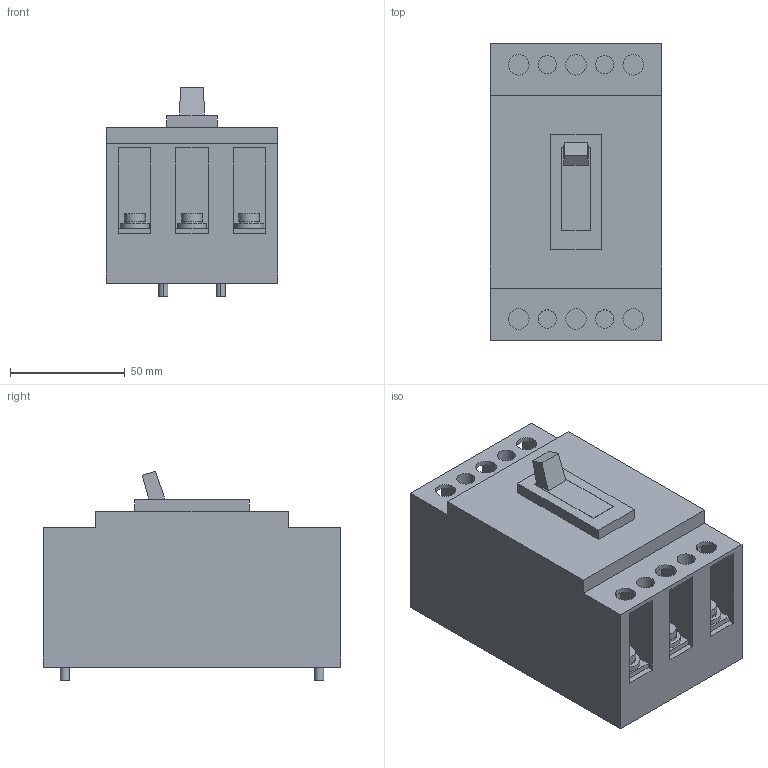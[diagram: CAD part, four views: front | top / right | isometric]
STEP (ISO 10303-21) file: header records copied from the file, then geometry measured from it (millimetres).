
FILE_DESCRIPTION(('CoCreate Modeling STEP Export'),'2;1');
FILE_NAME('Ｅ５０ＳＦ３Ｆ.stp','2016-03-31T13:33:10',(''),(''),'CoCreate Modeling STEP processor for AP214 (Solid Model)','CoCreate Modeling 17.0 01-Apr-2010 (C) Parametric Technology GmbH','');
FILE_SCHEMA(('AUTOMOTIVE_DESIGN { 1 0 10303 214 1 1 1 1 }'));
Length unit declared in the file: millimetre
Products named in the file (10): p1; p2; p3; p4.2; p4.1; p4; p4.5; p4.3; p4.4; Ｅ５０ＳＦ３Ｆ
Assembly tree (17 placements, depth 2):
  Ｅ５０ＳＦ３Ｆ
    p4.4
    p4.3
    p4.5
    p4
    p4.1
    p4.2
    p3  x6
    p2  x4
    p1
Bounding box: 75 x 130 x 91.51 mm (x, y, z)
Volume: 583981.9 mm3; surface area: 76212.7 mm2
Topology: 17 solids, 17 shells, 259 faces, 552 edges, 368 vertices
Faces by surface type: plane 143, cylinder 116
Entity records: 5423 total; most frequent: ORIENTED_EDGE 792, CARTESIAN_POINT 755, DIRECTION 714, EDGE_CURVE 396, VECTOR 268, LINE 268, VERTEX_POINT 264, EDGE_LOOP 228
